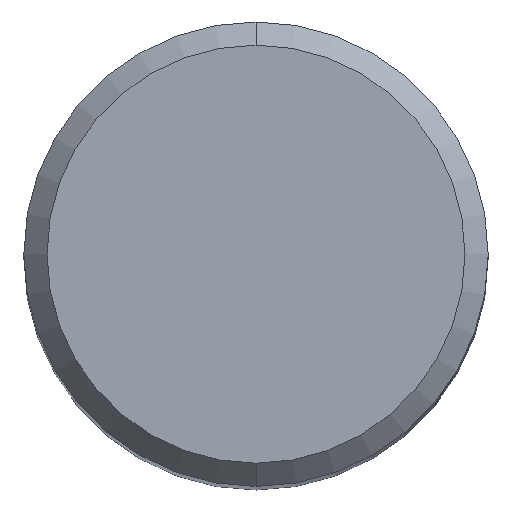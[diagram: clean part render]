
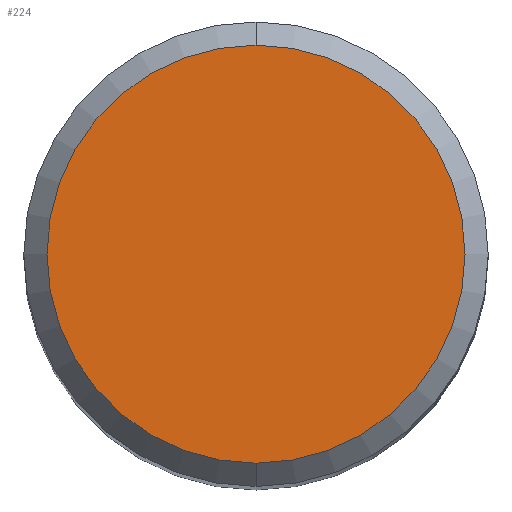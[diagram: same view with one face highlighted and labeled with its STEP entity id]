
A CAD part, top view. The second image highlights one B-rep face of the part: STEP entity #224.
In plain terms, the highlighted planar face has unit normal (0, 0, 1).
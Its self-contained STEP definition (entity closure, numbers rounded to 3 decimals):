
#180=VERTEX_POINT('',#482);
#224=ADVANCED_FACE('',(#532),#533,.T.);
#254=EDGE_CURVE('',#180,#356,#566,.T.);
#356=VERTEX_POINT('',#679);
#418=EDGE_CURVE('',#356,#180,#746,.T.);
#482=CARTESIAN_POINT('',(0.0,5.4,0.0));
#532=FACE_OUTER_BOUND('',#910,.T.);
#533=PLANE('',#911);
#566=CIRCLE('',#952,5.4);
#679=CARTESIAN_POINT('',(0.,-5.4,0.0));
#746=CIRCLE('',#1364,5.4);
#910=EDGE_LOOP('',(#1558,#1559));
#911=AXIS2_PLACEMENT_3D('',#1560,#1561,#1562);
#952=AXIS2_PLACEMENT_3D('',#1597,#1598,#1599);
#1364=AXIS2_PLACEMENT_3D('',#1790,#1791,#1792);
#1558=ORIENTED_EDGE('',*,*,#254,.F.);
#1559=ORIENTED_EDGE('',*,*,#418,.F.);
#1560=CARTESIAN_POINT('',(0.0,2.7,0.0));
#1561=DIRECTION('',(-0.0,0.0,1.0));
#1562=DIRECTION('',(0.0,-1.0,0.0));
#1597=CARTESIAN_POINT('',(0.0,0.0,0.0));
#1598=DIRECTION('',(0.0,0.0,-1.0));
#1599=DIRECTION('',(0.0,1.0,0.0));
#1790=CARTESIAN_POINT('',(0.0,0.0,0.0));
#1791=DIRECTION('',(0.0,0.0,-1.0));
#1792=DIRECTION('',(0.0,1.0,0.0));
